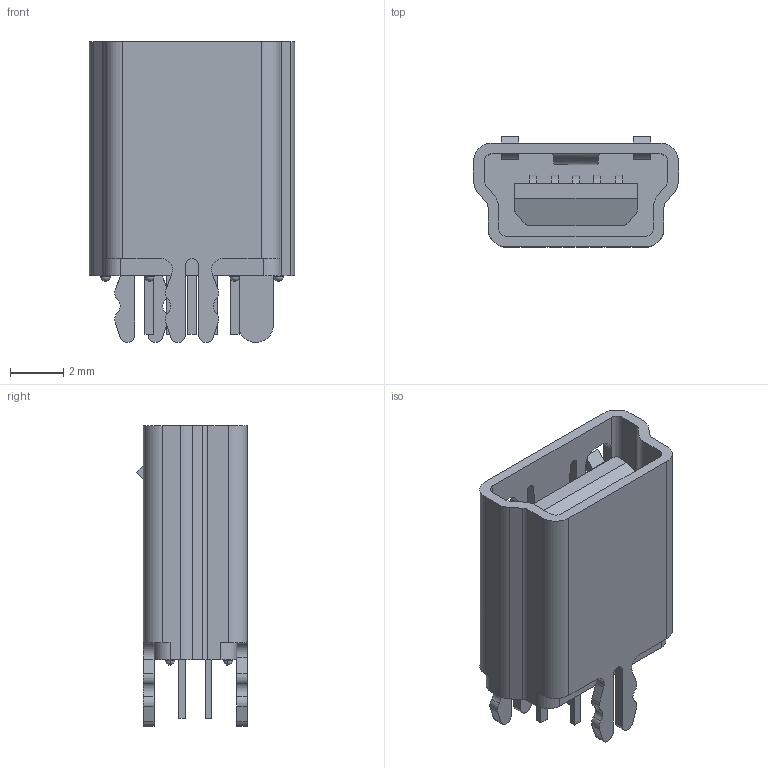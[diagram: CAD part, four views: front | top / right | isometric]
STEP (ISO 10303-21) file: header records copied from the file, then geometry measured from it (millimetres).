
FILE_DESCRIPTION (( 'STEP AP214' ), '1' );
FILE_NAME ('KMBVX-TH-5S-B30_rA3.STEP', '2012-06-14T23:25:59', ( ' ' ), ( ' ' ), 'SwSTEP 2.0', 'SolidWorks 2007', '' );
FILE_SCHEMA (( 'AUTOMOTIVE_DESIGN' ));
Length unit declared in the file: millimetre
Products named in the file (1): KMBVX-TH-5S-B30_rA3
Bounding box: 7.7 x 4.15 x 11.3 mm (x, y, z)
Volume: 163.6 mm3; surface area: 454.1 mm2
Topology: 1 solids, 1 shells, 231 faces, 629 edges, 404 vertices
Faces by surface type: plane 130, cylinder 93, sphere 8
Entity records: 7190 total; most frequent: CARTESIAN_POINT 1319, DIRECTION 1231, ORIENTED_EDGE 1226, EDGE_CURVE 613, LINE 415, VECTOR 415, AXIS2_PLACEMENT_3D 408, VERTEX_POINT 396
